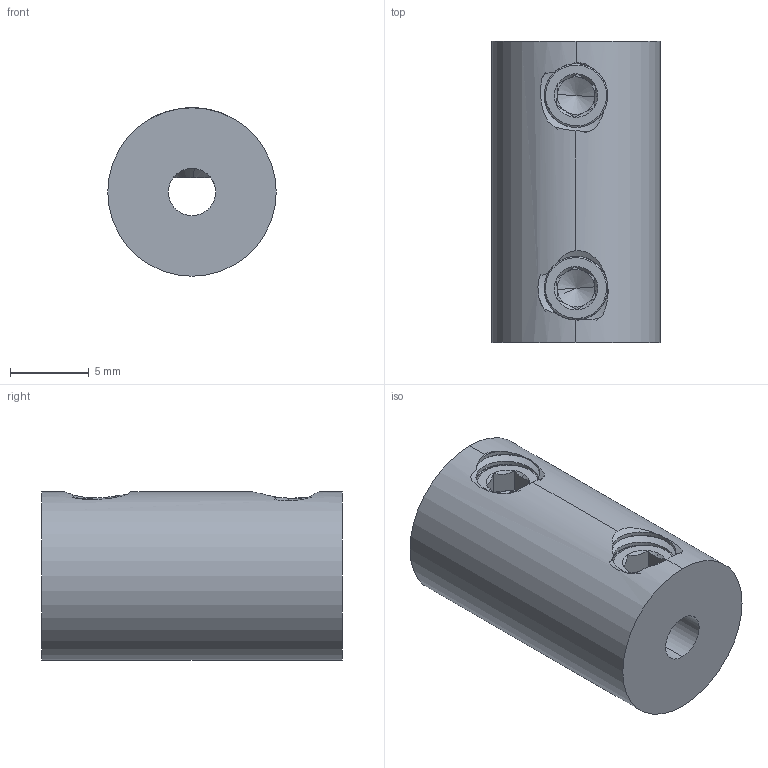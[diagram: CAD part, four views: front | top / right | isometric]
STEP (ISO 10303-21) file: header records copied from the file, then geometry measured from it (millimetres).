
FILE_DESCRIPTION (( 'STEP AP203' ), '1' );
FILE_NAME ('625206 assembly.STEP', '2016-08-26T14:22:14', ( '' ), ( '' ), 'SwSTEP 2.0', 'SolidWorks 2014', '' );
FILE_SCHEMA (( 'CONFIG_CONTROL_DESIGN' ));
Length unit declared in the file: inch
Products named in the file (3): 632134_91375A436; 625206; 625206 assembly
Assembly tree (3 placements, depth 2):
  625206 assembly
    625206
    632134_91375A436  x2
Bounding box: 10.67 x 19.05 x 10.67 mm (x, y, z)
Volume: 1504.9 mm3; surface area: 1312.2 mm2
Topology: 3 solids, 3 shells, 188 faces, 518 edges, 326 vertices
Faces by surface type: cylinder 92, cone 37, plane 32, bspline 27
Entity records: 13754 total; most frequent: CARTESIAN_POINT 10302, ORIENTED_EDGE 852, DIRECTION 445, EDGE_CURVE 426, VERTEX_POINT 277, AXIS2_PLACEMENT_3D 172, EDGE_LOOP 153, FACE_OUTER_BOUND 150
